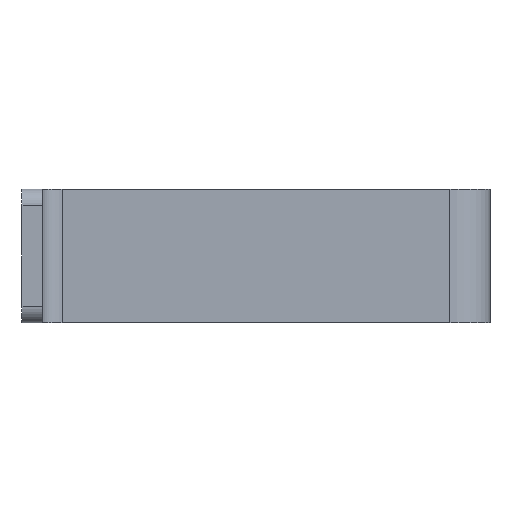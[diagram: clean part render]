
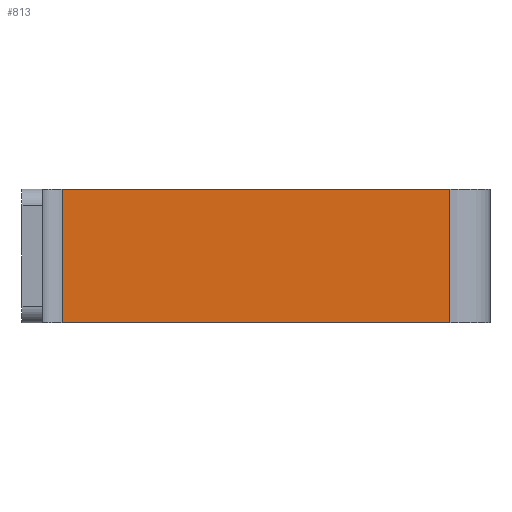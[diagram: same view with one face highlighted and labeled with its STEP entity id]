
A CAD part, left-side view. The second image highlights one B-rep face of the part: STEP entity #813.
In plain terms, the highlighted planar face has unit normal (-1, 0, 0).
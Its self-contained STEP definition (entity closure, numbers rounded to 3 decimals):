
#88 = CARTESIAN_POINT ( 'NONE',  ( -57.5, 0., 20. ) ) ;
#112 = DIRECTION ( 'NONE',  ( 0., 0., -1. ) ) ;
#262 = VERTEX_POINT ( 'NONE', #1062 ) ;
#329 = FACE_OUTER_BOUND ( 'NONE', #1409, .T. ) ;
#334 = EDGE_CURVE ( 'NONE', #1337, #556, #1195, .T. ) ;
#370 = DIRECTION ( 'NONE',  ( 0., 0., -1. ) ) ;
#403 = ORIENTED_EDGE ( 'NONE', *, *, #473, .T. ) ;
#473 = EDGE_CURVE ( 'NONE', #262, #766, #627, .T. ) ;
#504 = VECTOR ( 'NONE', #1288, 1000. ) ;
#517 = ORIENTED_EDGE ( 'NONE', *, *, #1072, .F. ) ;
#535 = PLANE ( 'NONE',  #1174 ) ;
#556 = VERTEX_POINT ( 'NONE', #1235 ) ;
#602 = DIRECTION ( 'NONE',  ( 0., 0., -1. ) ) ;
#603 = VECTOR ( 'NONE', #370, 1000. ) ;
#627 = LINE ( 'NONE', #1099, #1117 ) ;
#710 = CARTESIAN_POINT ( 'NONE',  ( -57.5, 12., 20. ) ) ;
#745 = DIRECTION ( 'NONE',  ( 0., -1., 0. ) ) ;
#761 = VECTOR ( 'NONE', #602, 1000. ) ;
#766 = VERTEX_POINT ( 'NONE', #863 ) ;
#813 = ADVANCED_FACE ( 'NONE', ( #329 ), #535, .F. ) ;
#829 = CARTESIAN_POINT ( 'NONE',  ( -57.5, 128., 20. ) ) ;
#863 = CARTESIAN_POINT ( 'NONE',  ( -57.5, 12., -20. ) ) ;
#869 = CARTESIAN_POINT ( 'NONE',  ( -57.5, 128., 20. ) ) ;
#919 = ORIENTED_EDGE ( 'NONE', *, *, #334, .F. ) ;
#1062 = CARTESIAN_POINT ( 'NONE',  ( -57.5, 128., -20. ) ) ;
#1072 = EDGE_CURVE ( 'NONE', #556, #766, #1380, .T. ) ;
#1099 = CARTESIAN_POINT ( 'NONE',  ( -57.5, 0., -20. ) ) ;
#1117 = VECTOR ( 'NONE', #745, 1000. ) ;
#1174 = AXIS2_PLACEMENT_3D ( 'NONE', #88, #1443, #112 ) ;
#1195 = LINE ( 'NONE', #1309, #504 ) ;
#1235 = CARTESIAN_POINT ( 'NONE',  ( -57.5, 12., 20. ) ) ;
#1288 = DIRECTION ( 'NONE',  ( 0., -1., 0. ) ) ;
#1293 = LINE ( 'NONE', #829, #603 ) ;
#1309 = CARTESIAN_POINT ( 'NONE',  ( -57.5, 0., 20. ) ) ;
#1337 = VERTEX_POINT ( 'NONE', #869 ) ;
#1376 = ORIENTED_EDGE ( 'NONE', *, *, #1413, .T. ) ;
#1380 = LINE ( 'NONE', #710, #761 ) ;
#1409 = EDGE_LOOP ( 'NONE', ( #403, #517, #919, #1376 ) ) ;
#1413 = EDGE_CURVE ( 'NONE', #1337, #262, #1293, .T. ) ;
#1443 = DIRECTION ( 'NONE',  ( 1., 0., 0. ) ) ;
